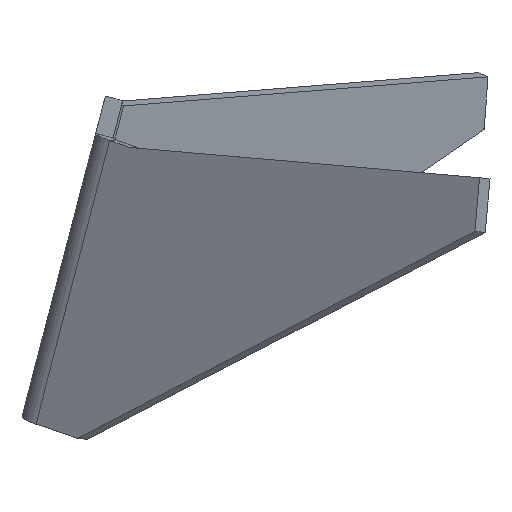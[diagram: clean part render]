
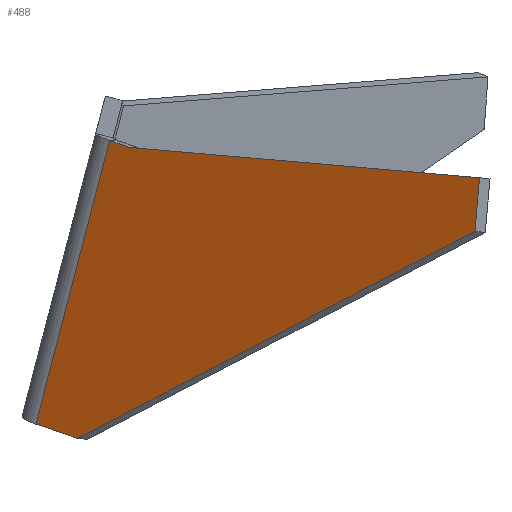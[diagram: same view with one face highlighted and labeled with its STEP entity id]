
A CAD part, left-side view. The second image highlights one B-rep face of the part: STEP entity #488.
In plain terms, the highlighted planar face has unit normal (-0.814, 0.579, 0.053).
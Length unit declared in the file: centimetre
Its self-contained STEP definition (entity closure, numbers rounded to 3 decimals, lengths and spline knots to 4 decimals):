
#61=FACE_OUTER_BOUND('',#94,.T.);
#94=EDGE_LOOP('',(#377,#378,#379,#380,#381,#382));
#143=LINE('',#769,#193);
#144=LINE('',#773,#194);
#145=LINE('',#775,#195);
#146=LINE('',#777,#196);
#147=LINE('',#779,#197);
#148=LINE('',#780,#198);
#193=VECTOR('',#621,8.2);
#194=VECTOR('',#626,0.7162);
#195=VECTOR('',#627,1.4794);
#196=VECTOR('',#628,14.538);
#197=VECTOR('',#629,1.5);
#198=VECTOR('',#630,12.);
#241=VERTEX_POINT('',#762);
#243=VERTEX_POINT('',#768);
#244=VERTEX_POINT('',#772);
#245=VERTEX_POINT('',#774);
#246=VERTEX_POINT('',#776);
#247=VERTEX_POINT('',#778);
#293=EDGE_CURVE('',#243,#241,#143,.T.);
#295=EDGE_CURVE('',#243,#244,#144,.T.);
#296=EDGE_CURVE('',#245,#241,#145,.T.);
#297=EDGE_CURVE('',#246,#245,#146,.T.);
#298=EDGE_CURVE('',#247,#246,#147,.T.);
#299=EDGE_CURVE('',#244,#247,#148,.T.);
#377=ORIENTED_EDGE('',*,*,#295,.F.);
#378=ORIENTED_EDGE('',*,*,#293,.T.);
#379=ORIENTED_EDGE('',*,*,#296,.F.);
#380=ORIENTED_EDGE('',*,*,#297,.F.);
#381=ORIENTED_EDGE('',*,*,#298,.F.);
#382=ORIENTED_EDGE('',*,*,#299,.F.);
#463=PLANE('',#530);
#488=ADVANCED_FACE('',(#61),#463,.F.);
#530=AXIS2_PLACEMENT_3D('',#771,#624,#625);
#621=DIRECTION('',(0.115,0.25,-0.961));
#624=DIRECTION('center_axis',(0.814,-0.579,-0.053));
#625=DIRECTION('ref_axis',(-0.115,-0.25,0.961));
#626=DIRECTION('',(-0.57,-0.776,-0.27));
#627=DIRECTION('',(0.57,0.776,0.27));
#628=DIRECTION('',(0.515,0.76,-0.396));
#629=DIRECTION('',(-0.002,0.088,-0.996));
#630=DIRECTION('',(-0.581,-0.811,-0.07));
#762=CARTESIAN_POINT('',(179.8881,54.9654,-50.2304));
#768=CARTESIAN_POINT('',(178.9421,52.9168,-42.347));
#769=CARTESIAN_POINT('',(178.9421,52.9168,-42.347));
#771=CARTESIAN_POINT('Origin',(179.4634,53.8076,-44.0795));
#772=CARTESIAN_POINT('',(178.5341,52.3609,-42.5405));
#773=CARTESIAN_POINT('',(178.9421,52.9168,-42.347));
#774=CARTESIAN_POINT('',(179.0453,53.817,-50.63));
#775=CARTESIAN_POINT('',(179.0453,53.817,-50.63));
#776=CARTESIAN_POINT('',(171.5559,42.7642,-44.8769));
#777=CARTESIAN_POINT('',(171.5559,42.7642,-44.8769));
#778=CARTESIAN_POINT('',(171.5592,42.6325,-43.3827));
#779=CARTESIAN_POINT('',(171.5592,42.6325,-43.3827));
#780=CARTESIAN_POINT('',(178.5341,52.3609,-42.5405));
